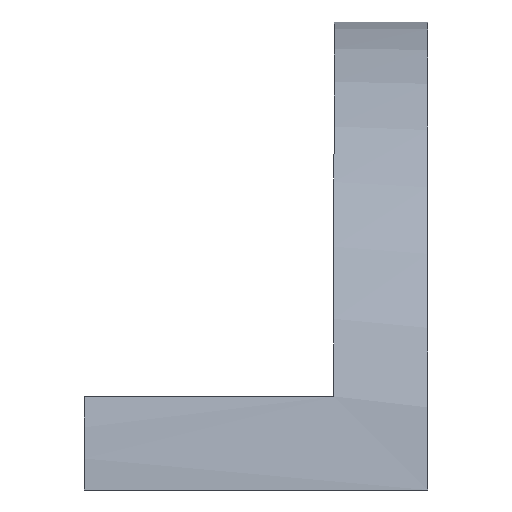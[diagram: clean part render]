
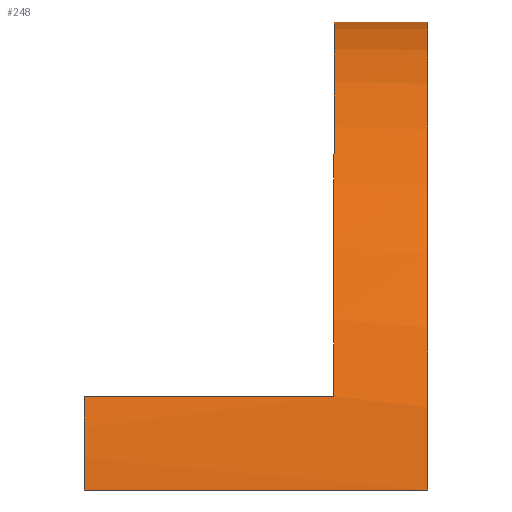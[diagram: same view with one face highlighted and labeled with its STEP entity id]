
A CAD part, left-side view. The second image highlights one B-rep face of the part: STEP entity #248.
In plain terms, the highlighted cylindrical face has radius 16 mm (diameter 32 mm), a partial arc.
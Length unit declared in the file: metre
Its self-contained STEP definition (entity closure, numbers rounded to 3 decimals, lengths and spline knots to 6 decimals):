
#13=CYLINDRICAL_SURFACE('',#284,0.016);
#21=LINE('',#401,#39);
#29=LINE('',#424,#47);
#30=LINE('',#429,#48);
#31=LINE('',#430,#49);
#39=VECTOR('',#320,1.);
#47=VECTOR('',#340,1.);
#48=VECTOR('',#347,1.);
#49=VECTOR('',#348,1.);
#78=ORIENTED_EDGE('',*,*,#143,.T.);
#79=ORIENTED_EDGE('',*,*,#142,.F.);
#80=ORIENTED_EDGE('',*,*,#144,.F.);
#81=ORIENTED_EDGE('',*,*,#145,.T.);
#82=ORIENTED_EDGE('',*,*,#122,.F.);
#83=ORIENTED_EDGE('',*,*,#146,.F.);
#84=ORIENTED_EDGE('',*,*,#147,.F.);
#85=ORIENTED_EDGE('',*,*,#130,.T.);
#122=EDGE_CURVE('',#156,#157,#180,.T.);
#130=EDGE_CURVE('',#165,#164,#21,.T.);
#142=EDGE_CURVE('',#173,#172,#29,.T.);
#143=EDGE_CURVE('',#164,#172,#189,.T.);
#144=EDGE_CURVE('',#174,#173,#190,.T.);
#145=EDGE_CURVE('',#174,#157,#30,.T.);
#146=EDGE_CURVE('',#175,#156,#31,.T.);
#147=EDGE_CURVE('',#165,#175,#191,.T.);
#156=VERTEX_POINT('',#384);
#157=VERTEX_POINT('',#385);
#164=VERTEX_POINT('',#400);
#165=VERTEX_POINT('',#402);
#172=VERTEX_POINT('',#421);
#173=VERTEX_POINT('',#423);
#174=VERTEX_POINT('',#428);
#175=VERTEX_POINT('',#431);
#180=CIRCLE('',#272,0.016);
#189=CIRCLE('',#285,0.016);
#190=CIRCLE('',#286,0.016);
#191=CIRCLE('',#287,0.016);
#202=EDGE_LOOP('',(#78,#79,#80,#81,#82,#83,#84,#85));
#222=FACE_BOUND('',#202,.T.);
#248=ADVANCED_FACE('',(#222),#13,.T.);
#272=AXIS2_PLACEMENT_3D('',#383,#305,#306);
#284=AXIS2_PLACEMENT_3D('',#425,#341,#342);
#285=AXIS2_PLACEMENT_3D('',#426,#343,#344);
#286=AXIS2_PLACEMENT_3D('',#427,#345,#346);
#287=AXIS2_PLACEMENT_3D('',#432,#349,#350);
#305=DIRECTION('',(0.,1.,0.));
#306=DIRECTION('',(0.,0.,-1.));
#320=DIRECTION('',(0.,-1.,0.));
#340=DIRECTION('',(0.,-1.,0.));
#341=DIRECTION('',(0.,-1.,0.));
#342=DIRECTION('',(0.,0.,-1.));
#343=DIRECTION('',(0.,1.,0.));
#344=DIRECTION('',(0.,0.,-1.));
#345=DIRECTION('',(0.,1.,0.));
#346=DIRECTION('',(0.,0.,-1.));
#347=DIRECTION('',(0.,-1.,0.));
#348=DIRECTION('',(0.,-1.,0.));
#349=DIRECTION('',(0.,1.,0.));
#350=DIRECTION('',(0.,0.,-1.));
#383=CARTESIAN_POINT('',(0.,0.003,-0.001));
#384=CARTESIAN_POINT('',(-0.015492,0.003,0.003));
#385=CARTESIAN_POINT('',(0.015492,0.003,0.003));
#400=CARTESIAN_POINT('',(-0.015969,0.,0.));
#401=CARTESIAN_POINT('',(-0.015969,0.003,0.));
#402=CARTESIAN_POINT('',(-0.015969,0.011,0.));
#421=CARTESIAN_POINT('',(0.015969,0.,0.));
#423=CARTESIAN_POINT('',(0.015969,0.011,0.));
#424=CARTESIAN_POINT('',(0.015969,0.003,0.));
#425=CARTESIAN_POINT('',(0.,0.003,-0.001));
#426=CARTESIAN_POINT('',(0.,0.,-0.001));
#427=CARTESIAN_POINT('',(0.,0.011,-0.001));
#428=CARTESIAN_POINT('',(0.015492,0.011,0.003));
#429=CARTESIAN_POINT('',(0.015492,0.011,0.003));
#430=CARTESIAN_POINT('',(-0.015492,0.011,0.003));
#431=CARTESIAN_POINT('',(-0.015492,0.011,0.003));
#432=CARTESIAN_POINT('',(0.,0.011,-0.001));
